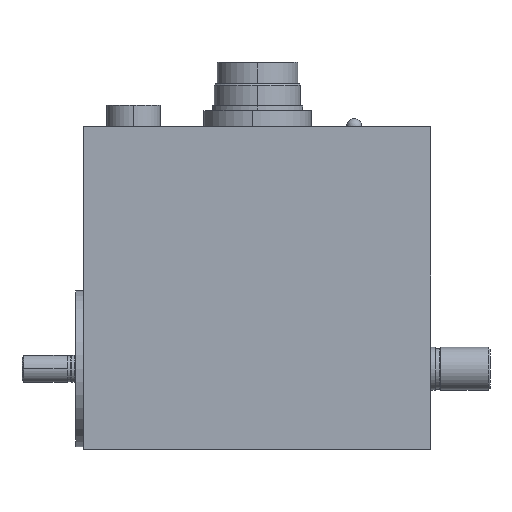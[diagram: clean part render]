
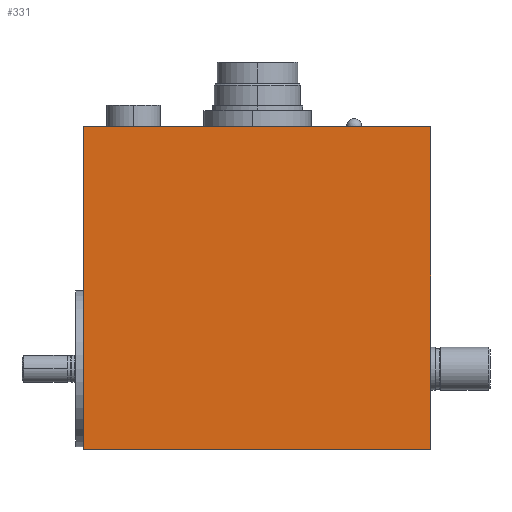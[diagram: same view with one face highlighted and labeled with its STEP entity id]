
A CAD part, top view. The second image highlights one B-rep face of the part: STEP entity #331.
In plain terms, the highlighted planar face has unit normal (0, 0, 1).
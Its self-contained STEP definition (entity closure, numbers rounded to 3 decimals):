
#331=ADVANCED_FACE('',(#1302),#1303,.T.);
#1302=FACE_OUTER_BOUND('',#2749,.T.);
#1303=PLANE('',#2750);
#2749=EDGE_LOOP('',(#6326,#6327,#6328,#6329));
#2750=AXIS2_PLACEMENT_3D('',#6330,#6331,#6332);
#6326=ORIENTED_EDGE('',*,*,#10240,.F.);
#6327=ORIENTED_EDGE('',*,*,#10251,.F.);
#6328=ORIENTED_EDGE('',*,*,#10278,.F.);
#6329=ORIENTED_EDGE('',*,*,#10391,.F.);
#6330=CARTESIAN_POINT('',(-0.25,0.,20.0));
#6331=DIRECTION('',(0.0,0.0,1.0));
#6332=DIRECTION('',(1.0,0.0,0.0));
#10240=EDGE_CURVE('',#12587,#12588,#12589,.T.);
#10251=EDGE_CURVE('',#12602,#12587,#12603,.T.);
#10278=EDGE_CURVE('',#12632,#12602,#12633,.T.);
#10391=EDGE_CURVE('',#12588,#12632,#12851,.T.);
#12587=VERTEX_POINT('',#16037);
#12588=VERTEX_POINT('',#16038);
#12589=LINE('',#16039,#16040);
#12602=VERTEX_POINT('',#16056);
#12603=LINE('',#16057,#16058);
#12632=VERTEX_POINT('',#16091);
#12633=LINE('',#16092,#16093);
#12851=LINE('',#16476,#16477);
#16037=CARTESIAN_POINT('',(-32.5,-15.0,20.0));
#16038=CARTESIAN_POINT('',(-32.5,45.,20.0));
#16039=CARTESIAN_POINT('',(-32.5,-15.,20.));
#16040=VECTOR('',#20621,60.0);
#16056=CARTESIAN_POINT('',(32.,-15.0,20.0));
#16057=CARTESIAN_POINT('',(32.,-15.0,20.0));
#16058=VECTOR('',#20646,64.5);
#16091=CARTESIAN_POINT('',(32.,45.,20.));
#16092=CARTESIAN_POINT('',(32.,45.0,20.0));
#16093=VECTOR('',#20717,60.0);
#16476=CARTESIAN_POINT('',(-32.5,45.,20.0));
#16477=VECTOR('',#20810,64.5);
#20621=DIRECTION('',(0.0,1.0,0.0));
#20646=DIRECTION('',(-1.0,0.0,0.0));
#20717=DIRECTION('',(0.0,-1.0,0.0));
#20810=DIRECTION('',(1.0,0.0,0.0));
